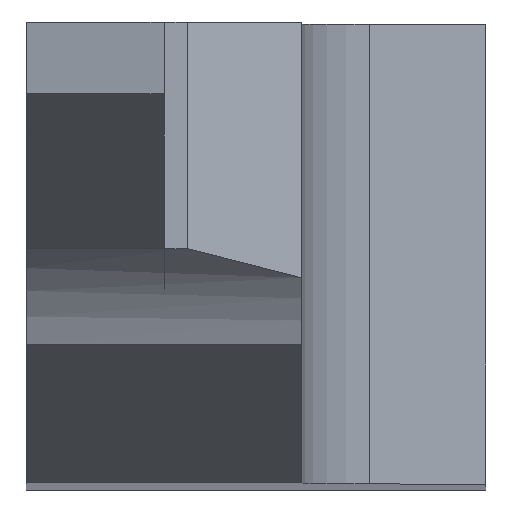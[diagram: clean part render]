
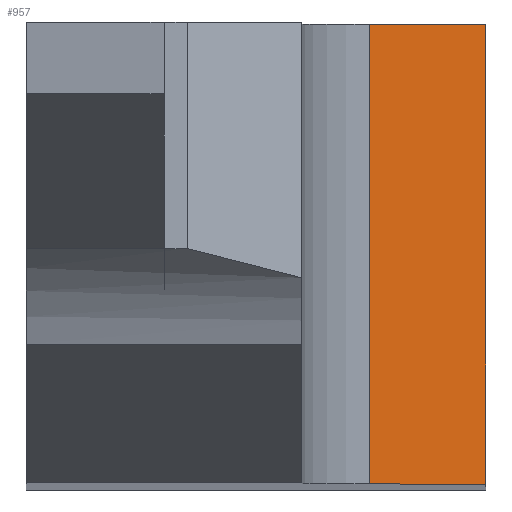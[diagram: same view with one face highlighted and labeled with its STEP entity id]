
A CAD part, top view. The second image highlights one B-rep face of the part: STEP entity #957.
In plain terms, the highlighted planar face has unit normal (0.707, 0, 0.707).
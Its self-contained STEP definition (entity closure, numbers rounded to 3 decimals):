
#36 = VECTOR ( 'NONE', #2170, 1000. ) ;
#38 = FACE_OUTER_BOUND ( 'NONE', #831, .T. ) ;
#42 = VECTOR ( 'NONE', #633, 1000. ) ;
#79 = LINE ( 'NONE', #1377, #42 ) ;
#99 = VECTOR ( 'NONE', #1504, 1000. ) ;
#126 = LINE ( 'NONE', #1903, #99 ) ;
#134 = AXIS2_PLACEMENT_3D ( 'NONE', #1945, #246, #1546 ) ;
#181 = DIRECTION ( 'NONE',  ( 0.707, 0., -0.707 ) ) ;
#246 = DIRECTION ( 'NONE',  ( -0.707, 0., -0.707 ) ) ;
#384 = ORIENTED_EDGE ( 'NONE', *, *, #2050, .F. ) ;
#388 = CARTESIAN_POINT ( 'NONE',  ( 36.464, 10., -63.536 ) ) ;
#422 = VERTEX_POINT ( 'NONE', #888 ) ;
#523 = VERTEX_POINT ( 'NONE', #2095 ) ;
#623 = VERTEX_POINT ( 'NONE', #2101 ) ;
#633 = DIRECTION ( 'NONE',  ( 0., -1., 0. ) ) ;
#650 = PLANE ( 'NONE',  #134 ) ;
#737 = VERTEX_POINT ( 'NONE', #785 ) ;
#750 = EDGE_CURVE ( 'NONE', #523, #737, #126, .T. ) ;
#763 = ORIENTED_EDGE ( 'NONE', *, *, #863, .T. ) ;
#785 = CARTESIAN_POINT ( 'NONE',  ( 0., 0., -27.071 ) ) ;
#831 = EDGE_LOOP ( 'NONE', ( #763, #384, #1198, #849 ) ) ;
#849 = ORIENTED_EDGE ( 'NONE', *, *, #1470, .F. ) ;
#863 = EDGE_CURVE ( 'NONE', #422, #623, #79, .T. ) ;
#888 = CARTESIAN_POINT ( 'NONE',  ( -2.536, 10., -24.536 ) ) ;
#950 = VECTOR ( 'NONE', #181, 1000. ) ;
#957 = ADVANCED_FACE ( 'NONE', ( #38 ), #650, .F. ) ;
#1168 = CARTESIAN_POINT ( 'NONE',  ( 36.464, 0., -63.536 ) ) ;
#1198 = ORIENTED_EDGE ( 'NONE', *, *, #750, .F. ) ;
#1377 = CARTESIAN_POINT ( 'NONE',  ( -2.536, 136.244, -24.536 ) ) ;
#1470 = EDGE_CURVE ( 'NONE', #422, #523, #1798, .T. ) ;
#1504 = DIRECTION ( 'NONE',  ( 0., -1., 0. ) ) ;
#1546 = DIRECTION ( 'NONE',  ( 0.707, 0., -0.707 ) ) ;
#1798 = LINE ( 'NONE', #388, #950 ) ;
#1807 = LINE ( 'NONE', #1168, #36 ) ;
#1903 = CARTESIAN_POINT ( 'NONE',  ( 0., 136.244, -27.071 ) ) ;
#1945 = CARTESIAN_POINT ( 'NONE',  ( 0., 136.244, -27.071 ) ) ;
#2050 = EDGE_CURVE ( 'NONE', #737, #623, #1807, .T. ) ;
#2095 = CARTESIAN_POINT ( 'NONE',  ( 0., 10., -27.071 ) ) ;
#2101 = CARTESIAN_POINT ( 'NONE',  ( -2.536, 0., -24.536 ) ) ;
#2170 = DIRECTION ( 'NONE',  ( -0.707, 0., 0.707 ) ) ;
